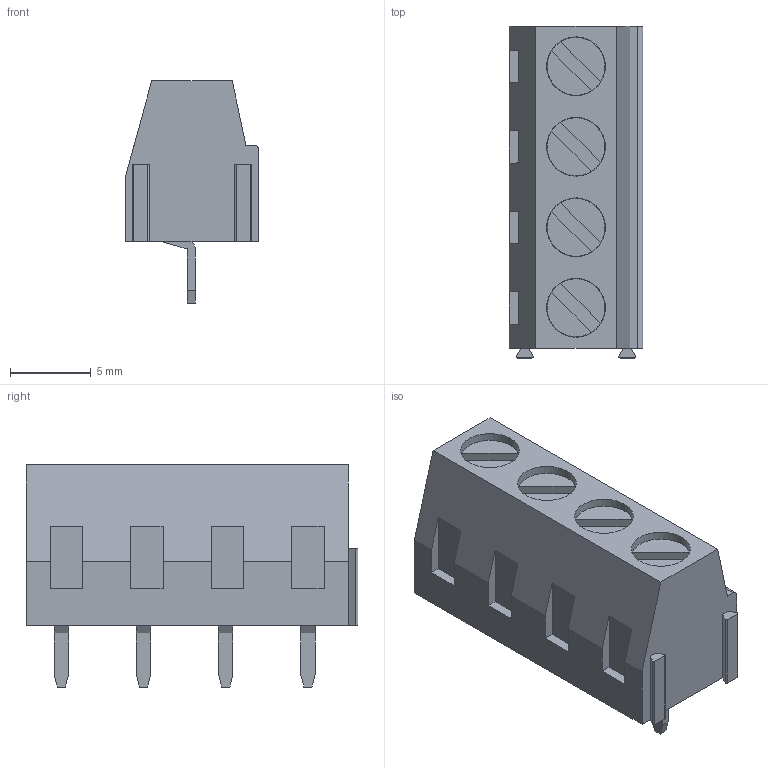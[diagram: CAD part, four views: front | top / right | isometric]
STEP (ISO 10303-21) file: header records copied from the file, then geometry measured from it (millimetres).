
FILE_DESCRIPTION(('FreeCAD Model'),'2;1');
FILE_NAME('pcb-terminal-block-female-1x4.step','2016-02-09T13:05:20',('Author'),(''), 'Open CASCADE STEP processor 6.8','FreeCAD','Unknown');
FILE_SCHEMA(('AUTOMOTIVE_DESIGN_CC2 { 1 2 10303 214 -1 1 5 4 }'));
Length unit declared in the file: millimetre
Products named in the file (1): pcb-terminal-block-female-1x4
Bounding box: 8.3 x 20.6 x 13.8 mm (x, y, z)
Volume: 1282.9 mm3; surface area: 1395 mm2
Topology: 9 solids, 9 shells, 178 faces, 456 edges, 304 vertices
Faces by surface type: plane 141, cylinder 21, bspline 16
Full cylindrical faces by diameter (mm): 3.6 x4, 3.65 x4
Entity records: 21929 total; most frequent: CARTESIAN_POINT 11895, DIRECTION 1488, LINE 1004, VECTOR 1004, ORIENTED_EDGE 912, PCURVE 912, DEFINITIONAL_REPRESENTATION 912, EDGE_CURVE 456
